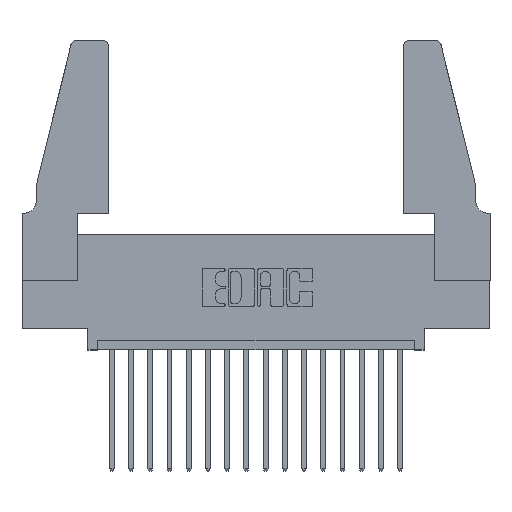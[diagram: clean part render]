
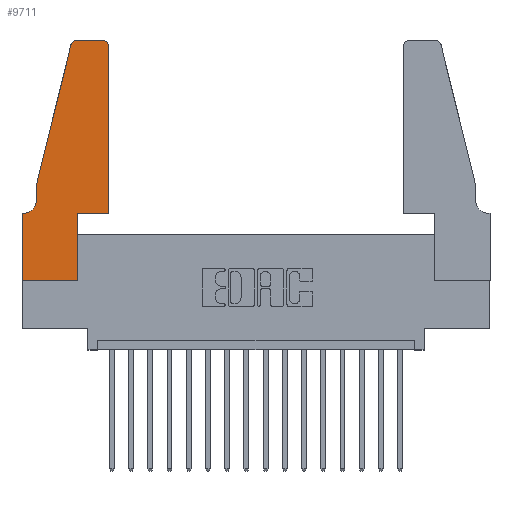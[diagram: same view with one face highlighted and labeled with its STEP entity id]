
A CAD part, top view. The second image highlights one B-rep face of the part: STEP entity #9711.
In plain terms, the highlighted planar face has unit normal (0, 0, 1).
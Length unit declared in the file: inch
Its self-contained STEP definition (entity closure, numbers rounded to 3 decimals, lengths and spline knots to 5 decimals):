
#84 = CARTESIAN_POINT ( 'NONE',  ( 0., 0., 0.37 ) ) ;
#110 = EDGE_CURVE ( 'NONE', #16081, #2186, #3443, .T. ) ;
#176 = DIRECTION ( 'NONE',  ( 0., 0., 1. ) ) ;
#221 = CARTESIAN_POINT ( 'NONE',  ( 0.0755, 0.35, 0.37 ) ) ;
#229 = VECTOR ( 'NONE', #15229, 39.37008 ) ;
#560 = ORIENTED_EDGE ( 'NONE', *, *, #11142, .T. ) ;
#620 = VERTEX_POINT ( 'NONE', #2210 ) ;
#874 = EDGE_CURVE ( 'NONE', #1294, #5360, #3871, .T. ) ;
#1008 = CARTESIAN_POINT ( 'NONE',  ( 0.4505, 0.35, 0.37 ) ) ;
#1294 = VERTEX_POINT ( 'NONE', #13296 ) ;
#1349 = DIRECTION ( 'NONE',  ( 0., 0., 1. ) ) ;
#1593 = DIRECTION ( 'NONE',  ( 0., 1., 0. ) ) ;
#2134 = ORIENTED_EDGE ( 'NONE', *, *, #874, .T. ) ;
#2162 = LINE ( 'NONE', #84, #7981 ) ;
#2186 = VERTEX_POINT ( 'NONE', #1008 ) ;
#2210 = CARTESIAN_POINT ( 'NONE',  ( 0., 0., 0.37 ) ) ;
#2797 = DIRECTION ( 'NONE',  ( 1., 0., 0. ) ) ;
#2830 = DIRECTION ( 'NONE',  ( -1., 0., 0. ) ) ;
#3442 = VERTEX_POINT ( 'NONE', #4178 ) ;
#3443 = LINE ( 'NONE', #11941, #15964 ) ;
#3536 = AXIS2_PLACEMENT_3D ( 'NONE', #7027, #16641, #15080 ) ;
#3780 = CARTESIAN_POINT ( 'NONE',  ( 0.0755, 0.5, 0.37 ) ) ;
#3871 = LINE ( 'NONE', #13797, #229 ) ;
#3935 = ORIENTED_EDGE ( 'NONE', *, *, #10145, .T. ) ;
#4128 = CARTESIAN_POINT ( 'NONE',  ( 0.2605, 1.25, 0.37 ) ) ;
#4178 = CARTESIAN_POINT ( 'NONE',  ( 0.4205, 1.25, 0.37 ) ) ;
#4249 = ORIENTED_EDGE ( 'NONE', *, *, #110, .T. ) ;
#4345 = LINE ( 'NONE', #3780, #9329 ) ;
#5074 = CIRCLE ( 'NONE', #13796, 0.07 ) ;
#5360 = VERTEX_POINT ( 'NONE', #11282 ) ;
#5387 = VERTEX_POINT ( 'NONE', #8535 ) ;
#5439 = ORIENTED_EDGE ( 'NONE', *, *, #13429, .T. ) ;
#5469 = DIRECTION ( 'NONE',  ( 1., 0., 0. ) ) ;
#5524 = CARTESIAN_POINT ( 'NONE',  ( 0.2865, 0., 0.37 ) ) ;
#6422 = EDGE_LOOP ( 'NONE', ( #3935, #16091, #2134, #8093, #16881, #10062, #6727, #14632, #5439, #4249, #16333, #560 ) ) ;
#6448 = VERTEX_POINT ( 'NONE', #15626 ) ;
#6657 = AXIS2_PLACEMENT_3D ( 'NONE', #13880, #176, #5469 ) ;
#6727 = ORIENTED_EDGE ( 'NONE', *, *, #9676, .T. ) ;
#7027 = CARTESIAN_POINT ( 'NONE',  ( 0.4205, 1.22, 0.37 ) ) ;
#7981 = VECTOR ( 'NONE', #15272, 39.37008 ) ;
#8030 = AXIS2_PLACEMENT_3D ( 'NONE', #11196, #1349, #2797 ) ;
#8093 = ORIENTED_EDGE ( 'NONE', *, *, #11034, .T. ) ;
#8243 = DIRECTION ( 'NONE',  ( 1., 0., 0. ) ) ;
#8319 = VERTEX_POINT ( 'NONE', #17805 ) ;
#8535 = CARTESIAN_POINT ( 'NONE',  ( 0.4505, 1.22, 0.37 ) ) ;
#8810 = LINE ( 'NONE', #17462, #9017 ) ;
#9017 = VECTOR ( 'NONE', #9143, 39.37008 ) ;
#9143 = DIRECTION ( 'NONE',  ( 0., 1., 0. ) ) ;
#9300 = LINE ( 'NONE', #221, #16635 ) ;
#9329 = VECTOR ( 'NONE', #16278, 39.37008 ) ;
#9396 = CARTESIAN_POINT ( 'NONE',  ( 0.0755, 0.42, 0.37 ) ) ;
#9401 = CARTESIAN_POINT ( 'NONE',  ( 0., 0.35, 0.37 ) ) ;
#9466 = LINE ( 'NONE', #9654, #15936 ) ;
#9654 = CARTESIAN_POINT ( 'NONE',  ( 0., 0., 0.37 ) ) ;
#9675 = PLANE ( 'NONE',  #8030 ) ;
#9676 = EDGE_CURVE ( 'NONE', #16104, #620, #2162, .T. ) ;
#9708 = CARTESIAN_POINT ( 'NONE',  ( 0.0055, 0.42, 0.37 ) ) ;
#9711 = ADVANCED_FACE ( 'NONE', ( #10192 ), #9675, .T. ) ;
#10062 = ORIENTED_EDGE ( 'NONE', *, *, #11917, .T. ) ;
#10126 = DIRECTION ( 'NONE',  ( -1., 0., 0. ) ) ;
#10145 = EDGE_CURVE ( 'NONE', #3442, #6448, #13156, .T. ) ;
#10192 = FACE_OUTER_BOUND ( 'NONE', #6422, .T. ) ;
#10447 = VERTEX_POINT ( 'NONE', #9396 ) ;
#10600 = VERTEX_POINT ( 'NONE', #5524 ) ;
#11034 = EDGE_CURVE ( 'NONE', #5360, #10447, #4345, .T. ) ;
#11142 = EDGE_CURVE ( 'NONE', #5387, #3442, #12579, .T. ) ;
#11166 = EDGE_CURVE ( 'NONE', #6448, #1294, #14948, .T. ) ;
#11196 = CARTESIAN_POINT ( 'NONE',  ( 0., 0.35, 0.37 ) ) ;
#11282 = CARTESIAN_POINT ( 'NONE',  ( 0.0755, 0.5, 0.37 ) ) ;
#11704 = CARTESIAN_POINT ( 'NONE',  ( 0.2865, 0.35, 0.37 ) ) ;
#11910 = EDGE_CURVE ( 'NONE', #2186, #5387, #12330, .T. ) ;
#11917 = EDGE_CURVE ( 'NONE', #8319, #16104, #9300, .T. ) ;
#11941 = CARTESIAN_POINT ( 'NONE',  ( 0.4505, 0.35, 0.37 ) ) ;
#12123 = DIRECTION ( 'NONE',  ( 1., 0., 0. ) ) ;
#12330 = LINE ( 'NONE', #16556, #15135 ) ;
#12579 = CIRCLE ( 'NONE', #3536, 0.03 ) ;
#12601 = DIRECTION ( 'NONE',  ( 0., 0., -1. ) ) ;
#12927 = EDGE_CURVE ( 'NONE', #620, #10600, #9466, .T. ) ;
#12950 = VECTOR ( 'NONE', #17638, 39.37008 ) ;
#13156 = LINE ( 'NONE', #4128, #12950 ) ;
#13296 = CARTESIAN_POINT ( 'NONE',  ( 0.25487, 1.22718, 0.37 ) ) ;
#13429 = EDGE_CURVE ( 'NONE', #10600, #16081, #8810, .T. ) ;
#13796 = AXIS2_PLACEMENT_3D ( 'NONE', #9708, #12601, #2830 ) ;
#13797 = CARTESIAN_POINT ( 'NONE',  ( 0.0755, 0.5, 0.37 ) ) ;
#13880 = CARTESIAN_POINT ( 'NONE',  ( 0.284, 1.22, 0.37 ) ) ;
#14562 = EDGE_CURVE ( 'NONE', #10447, #8319, #5074, .T. ) ;
#14632 = ORIENTED_EDGE ( 'NONE', *, *, #12927, .T. ) ;
#14948 = CIRCLE ( 'NONE', #6657, 0.03 ) ;
#15080 = DIRECTION ( 'NONE',  ( 1., 0., 0. ) ) ;
#15135 = VECTOR ( 'NONE', #1593, 39.37008 ) ;
#15229 = DIRECTION ( 'NONE',  ( -0.239, -0.971, 0. ) ) ;
#15272 = DIRECTION ( 'NONE',  ( 0., -1., 0. ) ) ;
#15626 = CARTESIAN_POINT ( 'NONE',  ( 0.284, 1.25, 0.37 ) ) ;
#15936 = VECTOR ( 'NONE', #8243, 39.37008 ) ;
#15964 = VECTOR ( 'NONE', #12123, 39.37008 ) ;
#16081 = VERTEX_POINT ( 'NONE', #11704 ) ;
#16091 = ORIENTED_EDGE ( 'NONE', *, *, #11166, .T. ) ;
#16104 = VERTEX_POINT ( 'NONE', #9401 ) ;
#16278 = DIRECTION ( 'NONE',  ( 0., -1., 0. ) ) ;
#16333 = ORIENTED_EDGE ( 'NONE', *, *, #11910, .T. ) ;
#16556 = CARTESIAN_POINT ( 'NONE',  ( 0.4505, 0.35, 0.37 ) ) ;
#16635 = VECTOR ( 'NONE', #10126, 39.37008 ) ;
#16641 = DIRECTION ( 'NONE',  ( 0., 0., 1. ) ) ;
#16881 = ORIENTED_EDGE ( 'NONE', *, *, #14562, .T. ) ;
#17462 = CARTESIAN_POINT ( 'NONE',  ( 0.2865, 0.35, 0.37 ) ) ;
#17638 = DIRECTION ( 'NONE',  ( -1., 0., 0. ) ) ;
#17805 = CARTESIAN_POINT ( 'NONE',  ( 0.0055, 0.35, 0.37 ) ) ;
